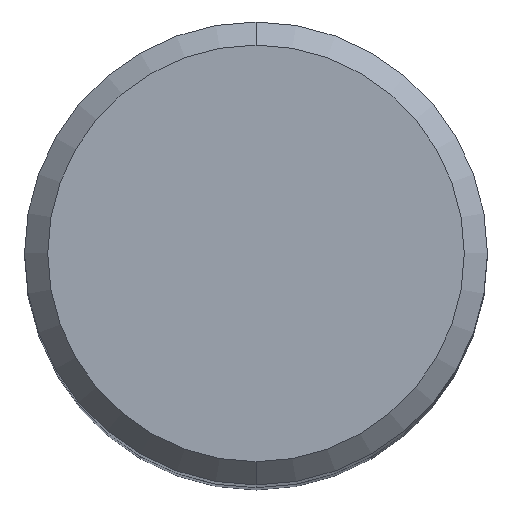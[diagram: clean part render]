
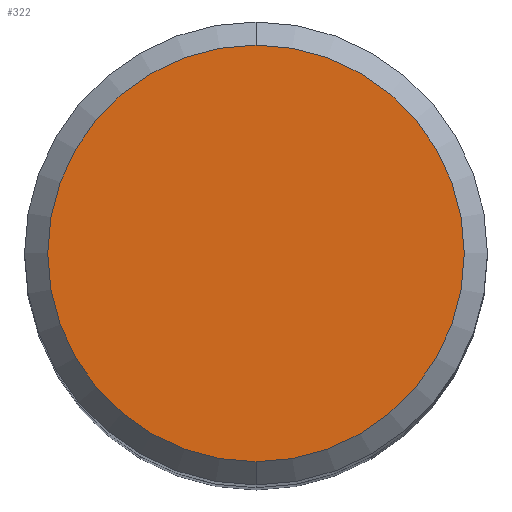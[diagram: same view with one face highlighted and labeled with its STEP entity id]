
A CAD part, top view. The second image highlights one B-rep face of the part: STEP entity #322.
In plain terms, the highlighted planar face has unit normal (0, 0, 1).
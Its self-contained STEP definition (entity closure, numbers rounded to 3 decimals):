
#214=VERTEX_POINT('',#518);
#260=VERTEX_POINT('',#566);
#278=EDGE_CURVE('',#260,#214,#588,.T.);
#322=ADVANCED_FACE('',(#636),#637,.T.);
#406=EDGE_CURVE('',#214,#260,#732,.T.);
#518=CARTESIAN_POINT('',(0.,-7.2,0.0));
#566=CARTESIAN_POINT('',(0.0,7.2,0.0));
#588=CIRCLE('',#1061,7.2);
#636=FACE_OUTER_BOUND('',#1175,.T.);
#637=PLANE('',#1176);
#732=CIRCLE('',#1365,7.2);
#1061=AXIS2_PLACEMENT_3D('',#1601,#1602,#1603);
#1175=EDGE_LOOP('',(#1656,#1657));
#1176=AXIS2_PLACEMENT_3D('',#1658,#1659,#1660);
#1365=AXIS2_PLACEMENT_3D('',#1793,#1794,#1795);
#1601=CARTESIAN_POINT('',(0.0,0.0,0.0));
#1602=DIRECTION('',(0.0,0.0,-1.0));
#1603=DIRECTION('',(0.0,1.0,0.0));
#1656=ORIENTED_EDGE('',*,*,#278,.F.);
#1657=ORIENTED_EDGE('',*,*,#406,.F.);
#1658=CARTESIAN_POINT('',(0.0,3.6,0.0));
#1659=DIRECTION('',(-0.0,0.0,1.0));
#1660=DIRECTION('',(0.0,-1.0,0.0));
#1793=CARTESIAN_POINT('',(0.0,0.0,0.0));
#1794=DIRECTION('',(0.0,0.0,-1.0));
#1795=DIRECTION('',(0.0,1.0,0.0));
